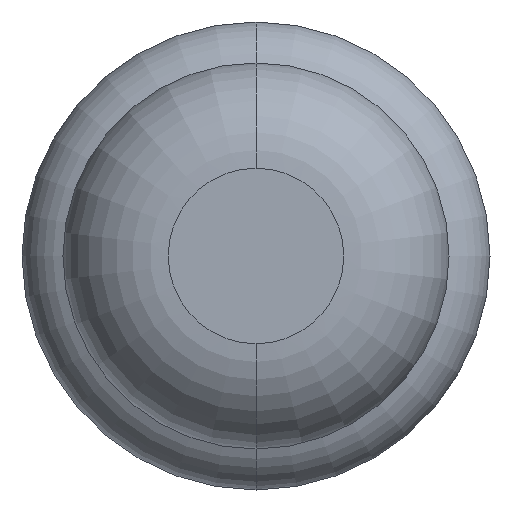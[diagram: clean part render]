
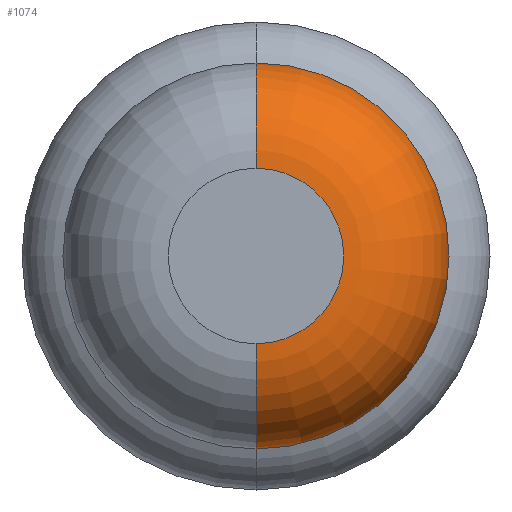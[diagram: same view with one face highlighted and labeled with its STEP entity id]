
A CAD part, front view. The second image highlights one B-rep face of the part: STEP entity #1074.
In plain terms, the highlighted toroidal (fillet/blend) face has major radius 0.375 mm and minor radius 0.45 mm.
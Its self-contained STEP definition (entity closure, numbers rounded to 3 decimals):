
#125 = ORIENTED_EDGE ( 'NONE', *, *, #2179, .F. ) ;
#296 = DIRECTION ( 'NONE',  ( 0., 1., 0. ) ) ;
#313 = DIRECTION ( 'NONE',  ( 1., 0., 0. ) ) ;
#658 = EDGE_LOOP ( 'NONE', ( #2563, #1505, #125, #1038 ) ) ;
#714 = AXIS2_PLACEMENT_3D ( 'NONE', #1357, #1098, #2822 ) ;
#819 = TOROIDAL_SURFACE ( 'NONE', #2205, 0.375, 0.45 ) ;
#942 = CARTESIAN_POINT ( 'NONE',  ( 0., -29.95, 0.825 ) ) ;
#1009 = CIRCLE ( 'NONE', #2847, 0.825 ) ;
#1025 = AXIS2_PLACEMENT_3D ( 'NONE', #1209, #313, #3547 ) ;
#1038 = ORIENTED_EDGE ( 'NONE', *, *, #2725, .F. ) ;
#1074 = ADVANCED_FACE ( 'Defeature ausgef�hrt1_37', ( #3410 ), #819, .T. ) ;
#1076 = VERTEX_POINT ( 'NONE', #2315 ) ;
#1098 = DIRECTION ( 'NONE',  ( 0., 1., 0. ) ) ;
#1209 = CARTESIAN_POINT ( 'NONE',  ( 0., -29.95, -0.375 ) ) ;
#1299 = DIRECTION ( 'NONE',  ( 0., 0., 1. ) ) ;
#1317 = CIRCLE ( 'NONE', #714, 0.375 ) ;
#1357 = CARTESIAN_POINT ( 'NONE',  ( 0., -30.4, 0. ) ) ;
#1472 = CARTESIAN_POINT ( 'NONE',  ( 0., -30.4, -0.375 ) ) ;
#1505 = ORIENTED_EDGE ( 'NONE', *, *, #2958, .T. ) ;
#1601 = VERTEX_POINT ( 'NONE', #2637 ) ;
#1779 = DIRECTION ( 'NONE',  ( 0., 1., 0. ) ) ;
#1855 = EDGE_CURVE ( 'Defeature ausgef�hrt1_37+Defeature ausgef�hrt1_36+Defeature ausgef�hrt1_36+Defeature ausgef�hrt1_36', #1601, #2489, #1317, .T. ) ;
#2087 = VERTEX_POINT ( 'NONE', #942 ) ;
#2107 = DIRECTION ( 'NONE',  ( 0., 0., 1. ) ) ;
#2179 = EDGE_CURVE ( 'Defeature ausgef�hrt1_38+Defeature ausgef�hrt1_37+Defeature ausgef�hrt1_37+Defeature ausgef�hrt1_37', #2087, #1076, #1009, .T. ) ;
#2205 = AXIS2_PLACEMENT_3D ( 'NONE', #3232, #296, #2910 ) ;
#2237 = AXIS2_PLACEMENT_3D ( 'NONE', #2749, #3649, #1299 ) ;
#2315 = CARTESIAN_POINT ( 'NONE',  ( 0., -29.95, -0.825 ) ) ;
#2389 = CARTESIAN_POINT ( 'NONE',  ( 0., -29.95, 0. ) ) ;
#2489 = VERTEX_POINT ( 'NONE', #1472 ) ;
#2563 = ORIENTED_EDGE ( 'NONE', *, *, #1855, .T. ) ;
#2637 = CARTESIAN_POINT ( 'NONE',  ( 0., -30.4, 0.375 ) ) ;
#2725 = EDGE_CURVE ( 'NONE', #1601, #2087, #2744, .T. ) ;
#2744 = CIRCLE ( 'NONE', #2237, 0.45 ) ;
#2749 = CARTESIAN_POINT ( 'NONE',  ( 0., -29.95, 0.375 ) ) ;
#2822 = DIRECTION ( 'NONE',  ( 0., 0., 1. ) ) ;
#2835 = CIRCLE ( 'NONE', #1025, 0.45 ) ;
#2847 = AXIS2_PLACEMENT_3D ( 'NONE', #2389, #1779, #2107 ) ;
#2910 = DIRECTION ( 'NONE',  ( 0., 0., 1. ) ) ;
#2958 = EDGE_CURVE ( 'NONE', #2489, #1076, #2835, .T. ) ;
#3232 = CARTESIAN_POINT ( 'NONE',  ( 0., -29.95, 0. ) ) ;
#3410 = FACE_OUTER_BOUND ( 'NONE', #658, .T. ) ;
#3547 = DIRECTION ( 'NONE',  ( 0., 0., -1. ) ) ;
#3649 = DIRECTION ( 'NONE',  ( -1., 0., 0. ) ) ;
